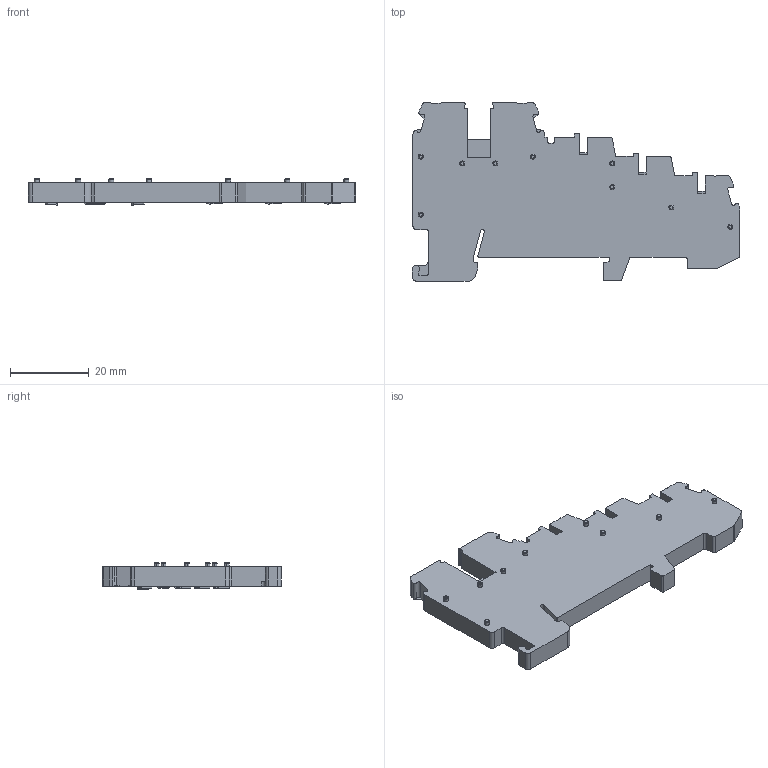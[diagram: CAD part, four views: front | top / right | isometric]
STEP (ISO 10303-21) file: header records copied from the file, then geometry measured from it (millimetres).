
FILE_DESCRIPTION((''),'2;1');
FILE_NAME('UJ5-K4','2023-11-16T',('dell'),(''),'PRO/ENGINEER BY PARAMETRIC TECHNOLOGY CORPORATION, 2013230','PRO/ENGINEER BY PARAMETRIC TECHNOLOGY CORPORATION, 2013230','');
FILE_SCHEMA(('AUTOMOTIVE_DESIGN { 1 0 10303 214 1 1 1 1 }'));
Length unit declared in the file: millimetre
Products named in the file (1): UJ5-K4
Bounding box: 83.1 x 45.3 x 6.8 mm (x, y, z)
Volume: 11925.4 mm3; surface area: 7821.9 mm2
Topology: 1 solids, 1 shells, 397 faces, 1130 edges, 753 vertices
Faces by surface type: plane 277, cylinder 66, cone 36, torus 18
Entity records: 16696 total; most frequent: CARTESIAN_POINT 2626, ORIENTED_EDGE 2260, DIRECTION 2117, PRESENTATION_STYLE_ASSIGNMENT 1141, STYLED_ITEM 1131, CURVE_STYLE 1130, EDGE_CURVE 1130, VECTOR 761
